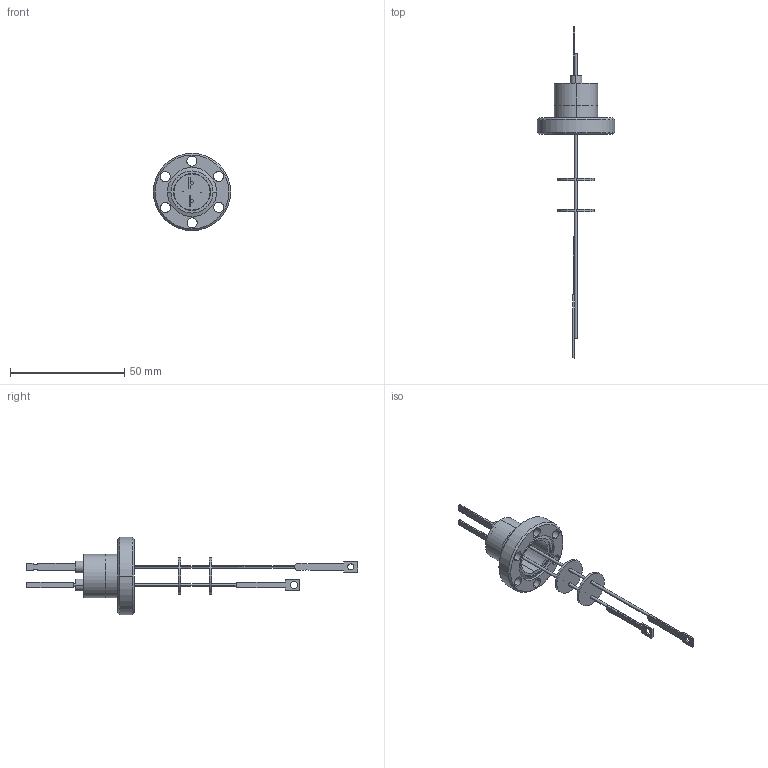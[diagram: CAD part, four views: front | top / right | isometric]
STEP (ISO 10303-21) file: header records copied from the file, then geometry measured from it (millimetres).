
FILE_DESCRIPTION (( 'STEP AP203' ), '1' );
FILE_NAME ('A0391-3-CF.STEP', '2011-11-17T16:39:16', ( '' ), ( '' ), 'SwSTEP 2.0', 'SolidWorks 2011', '' );
FILE_SCHEMA (( 'CONFIG_CONTROL_DESIGN' ));
Length unit declared in the file: inch
Products named in the file (1): A0391-3-CF
Bounding box: 33.78 x 145.16 x 33.78 mm (x, y, z)
Volume: 6773.9 mm3; surface area: 8110.6 mm2
Topology: 1 solids, 3 shells, 175 faces, 433 edges, 286 vertices
Faces by surface type: cylinder 96, plane 64, cone 11, torus 4
Entity records: 5641 total; most frequent: CARTESIAN_POINT 1135, DIRECTION 993, ORIENTED_EDGE 866, EDGE_CURVE 433, AXIS2_PLACEMENT_3D 393, VERTEX_POINT 286, EDGE_LOOP 229, CIRCLE 217
